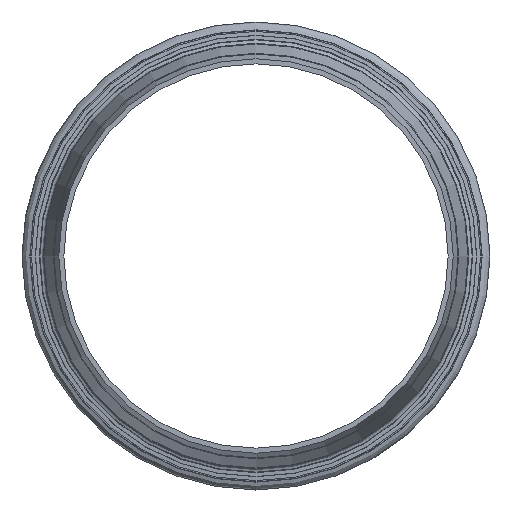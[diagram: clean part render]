
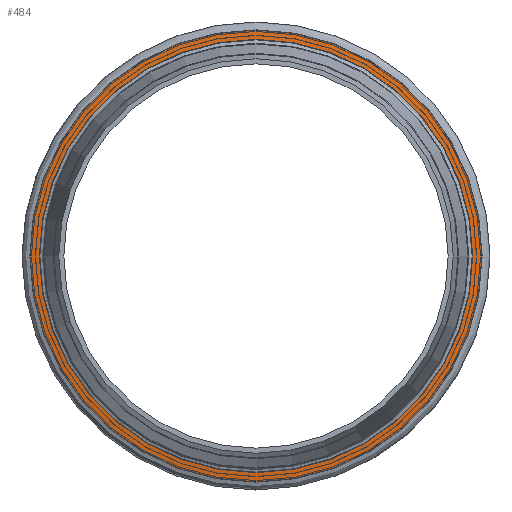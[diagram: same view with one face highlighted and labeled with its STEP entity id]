
A CAD part, front view. The second image highlights one B-rep face of the part: STEP entity #484.
In plain terms, the highlighted conical face has half-angle 85 degrees and reference radius 49.344 mm.
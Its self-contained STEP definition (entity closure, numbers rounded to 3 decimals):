
#61=FACE_OUTER_BOUND('',#92,.T.);
#92=EDGE_LOOP('',(#421,#422,#423,#424,#425,#426));
#111=LINE('',#913,#127);
#127=VECTOR('',#755,49.344);
#177=CIRCLE('',#580,50.424);
#179=CIRCLE('',#582,50.424);
#180=CIRCLE('',#584,48.263);
#181=CIRCLE('',#585,48.263);
#226=VERTEX_POINT('',#903);
#227=VERTEX_POINT('',#904);
#228=VERTEX_POINT('',#909);
#229=VERTEX_POINT('',#910);
#291=EDGE_CURVE('',#226,#227,#177,.T.);
#293=EDGE_CURVE('',#227,#226,#179,.T.);
#294=EDGE_CURVE('',#228,#229,#180,.T.);
#295=EDGE_CURVE('',#229,#228,#181,.T.);
#296=EDGE_CURVE('',#229,#227,#111,.T.);
#421=ORIENTED_EDGE('',*,*,#294,.F.);
#422=ORIENTED_EDGE('',*,*,#295,.F.);
#423=ORIENTED_EDGE('',*,*,#296,.T.);
#424=ORIENTED_EDGE('',*,*,#293,.T.);
#425=ORIENTED_EDGE('',*,*,#291,.T.);
#426=ORIENTED_EDGE('',*,*,#296,.F.);
#460=CONICAL_SURFACE('',#583,49.344,1.484);
#484=ADVANCED_FACE('',(#61),#460,.T.);
#580=AXIS2_PLACEMENT_3D('',#905,#743,#744);
#582=AXIS2_PLACEMENT_3D('',#907,#747,#748);
#583=AXIS2_PLACEMENT_3D('',#908,#749,#750);
#584=AXIS2_PLACEMENT_3D('',#911,#751,#752);
#585=AXIS2_PLACEMENT_3D('',#912,#753,#754);
#743=DIRECTION('center_axis',(0.,-1.,0.));
#744=DIRECTION('ref_axis',(1.,0.,0.));
#747=DIRECTION('center_axis',(0.,-1.,0.));
#748=DIRECTION('ref_axis',(1.,0.,0.));
#749=DIRECTION('center_axis',(0.,1.,0.));
#750=DIRECTION('ref_axis',(-1.,0.,0.));
#751=DIRECTION('center_axis',(0.,-1.,0.));
#752=DIRECTION('ref_axis',(1.,0.,0.));
#753=DIRECTION('center_axis',(0.,-1.,0.));
#754=DIRECTION('ref_axis',(1.,0.,0.));
#755=DIRECTION('',(0.996,0.087,0.));
#903=CARTESIAN_POINT('',(0.,5984.124,50.424));
#904=CARTESIAN_POINT('',(50.424,5984.124,0.));
#905=CARTESIAN_POINT('Origin',(0.,5984.124,0.));
#907=CARTESIAN_POINT('Origin',(0.,5984.124,0.));
#908=CARTESIAN_POINT('Origin',(0.,5984.029,0.));
#909=CARTESIAN_POINT('',(0.,5983.935,48.263));
#910=CARTESIAN_POINT('',(48.263,5983.935,0.));
#911=CARTESIAN_POINT('Origin',(0.,5983.935,0.));
#912=CARTESIAN_POINT('Origin',(0.,5983.935,0.));
#913=CARTESIAN_POINT('',(49.344,5984.029,0.));
